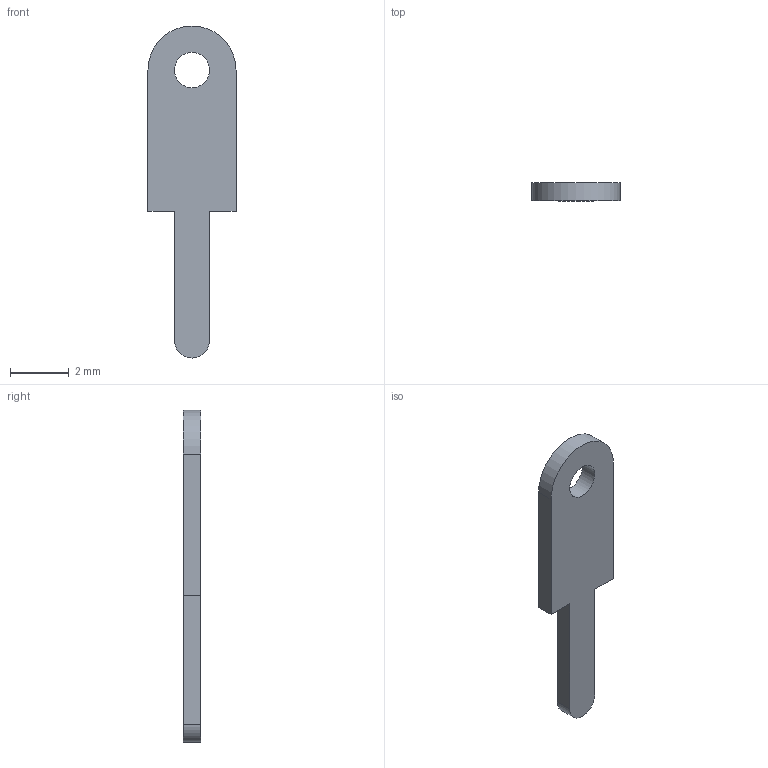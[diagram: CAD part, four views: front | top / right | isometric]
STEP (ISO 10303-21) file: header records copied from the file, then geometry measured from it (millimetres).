
FILE_DESCRIPTION(('FreeCAD Model'),'2;1');
FILE_NAME('Pin_d1.2mm_L11.3mm_W3.0mm_Flat.step','2017-09-09T14:28:20',( 'kicad StepUp'),('ksu MCAD'),'Open CASCADE STEP processor 7.1', 'FreeCAD','Unknown');
FILE_SCHEMA(('AUTOMOTIVE_DESIGN { 1 0 10303 214 1 1 1 1 }'));
Length unit declared in the file: millimetre
Products named in the file (1): Pin_d1.2mm_L11.3mm_W3.0mm_Flat
Bounding box: 3 x 0.6 x 11.3 mm (x, y, z)
Volume: 13.6 mm3; surface area: 63.6 mm2
Topology: 1 solids, 1 shells, 11 faces, 27 edges, 18 vertices
Faces by surface type: plane 8, cylinder 3
Full cylindrical faces by diameter (mm): 1.2 x1
Entity records: 250 total; most frequent: ORIENTED_EDGE 43, CARTESIAN_POINT 29, EDGE_CURVE 27, LINE 21, VERTEX_POINT 18, AXIS2_PLACEMENT_3D 15, DIRECTION 14, FACE_BOUND 13
